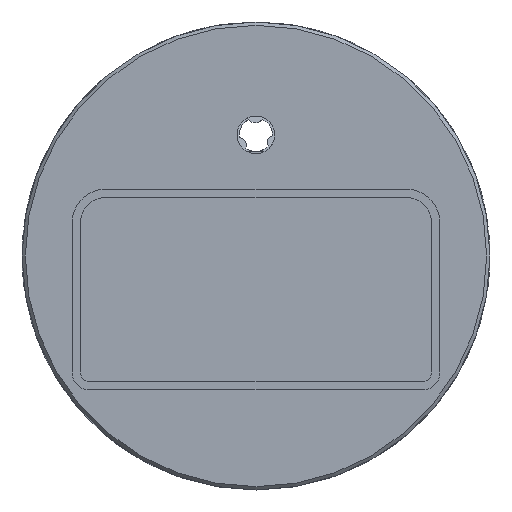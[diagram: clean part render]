
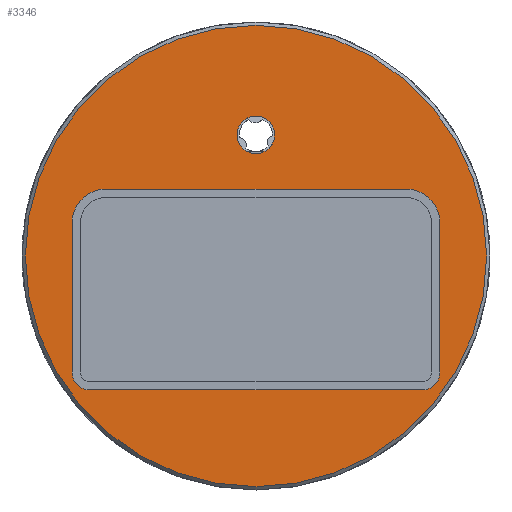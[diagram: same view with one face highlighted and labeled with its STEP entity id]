
A CAD part, front view. The second image highlights one B-rep face of the part: STEP entity #3346.
In plain terms, the highlighted planar face has unit normal (0, -1, 0).
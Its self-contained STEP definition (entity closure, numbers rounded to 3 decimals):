
#3249=CARTESIAN_POINT('',(0.,96.2,0.));
#3250=DIRECTION('',(0.,1.,0.));
#3251=DIRECTION('',(0.,0.,1.));
#3252=AXIS2_PLACEMENT_3D('',#3249,#3250,#3251);
#3253=PLANE('',#3252);
#3254=CARTESIAN_POINT('',(-0.021,96.2,-64.253));
#3255=VERTEX_POINT('',#3254);
#3256=CARTESIAN_POINT('',(-0.021,96.2,-62.003));
#3257=DIRECTION('',(0.,-1.,0.));
#3258=DIRECTION('',(0.,0.,-1.));
#3259=AXIS2_PLACEMENT_3D('',#3256,#3257,#3258);
#3260=CIRCLE('',#3259,2.25);
#3261=EDGE_CURVE('',#3255,#3255,#3260,.T.);
#3262=ORIENTED_EDGE('',*,*,#3261,.F.);
#3263=EDGE_LOOP('',(#3262));
#3264=FACE_BOUND('',#3263,.T.);
#3265=CARTESIAN_POINT('',(-0.,96.2,-48.9));
#3266=VERTEX_POINT('',#3265);
#3267=CARTESIAN_POINT('',(0.,96.2,-76.5));
#3268=DIRECTION('',(-0.,-1.,-0.));
#3269=DIRECTION('',(0.,-0.,1.));
#3270=AXIS2_PLACEMENT_3D('',#3267,#3268,#3269);
#3271=CIRCLE('',#3270,27.6);
#3272=EDGE_CURVE('',#3266,#3266,#3271,.T.);
#3273=ORIENTED_EDGE('',*,*,#3272,.T.);
#3274=EDGE_LOOP('',(#3273));
#3275=FACE_BOUND('',#3274,.T.);
#3276=CARTESIAN_POINT('',(20.,96.2,-92.5));
#3277=VERTEX_POINT('',#3276);
#3278=CARTESIAN_POINT('',(22.,96.2,-90.5));
#3279=VERTEX_POINT('',#3278);
#3280=CARTESIAN_POINT('',(20.,96.2,-90.5));
#3281=DIRECTION('',(-0.,-1.,-0.));
#3282=DIRECTION('',(0.,-0.,1.));
#3283=AXIS2_PLACEMENT_3D('',#3280,#3281,#3282);
#3284=CIRCLE('',#3283,2.);
#3285=EDGE_CURVE('',#3277,#3279,#3284,.T.);
#3286=ORIENTED_EDGE('',*,*,#3285,.F.);
#3287=CARTESIAN_POINT('',(-20.,96.2,-92.5));
#3288=VERTEX_POINT('',#3287);
#3289=CARTESIAN_POINT('',(20.,96.2,-92.5));
#3290=DIRECTION('',(-1.,-0.,0.));
#3291=VECTOR('',#3290,40.);
#3292=LINE('',#3289,#3291);
#3293=EDGE_CURVE('',#3277,#3288,#3292,.T.);
#3294=ORIENTED_EDGE('',*,*,#3293,.T.);
#3295=CARTESIAN_POINT('',(-22.,96.2,-90.5));
#3296=VERTEX_POINT('',#3295);
#3297=CARTESIAN_POINT('',(-20.,96.2,-90.5));
#3298=DIRECTION('',(-0.,-1.,-0.));
#3299=DIRECTION('',(0.,-0.,1.));
#3300=AXIS2_PLACEMENT_3D('',#3297,#3298,#3299);
#3301=CIRCLE('',#3300,2.);
#3302=EDGE_CURVE('',#3296,#3288,#3301,.T.);
#3303=ORIENTED_EDGE('',*,*,#3302,.F.);
#3304=CARTESIAN_POINT('',(-22.,96.2,-72.5));
#3305=VERTEX_POINT('',#3304);
#3306=CARTESIAN_POINT('',(-22.,96.2,-90.5));
#3307=DIRECTION('',(0.,0.,1.));
#3308=VECTOR('',#3307,18.);
#3309=LINE('',#3306,#3308);
#3310=EDGE_CURVE('',#3296,#3305,#3309,.T.);
#3311=ORIENTED_EDGE('',*,*,#3310,.T.);
#3312=CARTESIAN_POINT('',(-18.,96.2,-68.5));
#3313=VERTEX_POINT('',#3312);
#3314=CARTESIAN_POINT('',(-18.,96.2,-72.5));
#3315=DIRECTION('',(-0.,-1.,-0.));
#3316=DIRECTION('',(0.,-0.,1.));
#3317=AXIS2_PLACEMENT_3D('',#3314,#3315,#3316);
#3318=CIRCLE('',#3317,4.);
#3319=EDGE_CURVE('',#3313,#3305,#3318,.T.);
#3320=ORIENTED_EDGE('',*,*,#3319,.F.);
#3321=CARTESIAN_POINT('',(18.,96.2,-68.5));
#3322=VERTEX_POINT('',#3321);
#3323=CARTESIAN_POINT('',(-18.,96.2,-68.5));
#3324=DIRECTION('',(1.,0.,-0.));
#3325=VECTOR('',#3324,36.);
#3326=LINE('',#3323,#3325);
#3327=EDGE_CURVE('',#3313,#3322,#3326,.T.);
#3328=ORIENTED_EDGE('',*,*,#3327,.T.);
#3329=CARTESIAN_POINT('',(22.,96.2,-72.5));
#3330=VERTEX_POINT('',#3329);
#3331=CARTESIAN_POINT('',(18.,96.2,-72.5));
#3332=DIRECTION('',(-0.,-1.,-0.));
#3333=DIRECTION('',(0.,-0.,1.));
#3334=AXIS2_PLACEMENT_3D('',#3331,#3332,#3333);
#3335=CIRCLE('',#3334,4.);
#3336=EDGE_CURVE('',#3330,#3322,#3335,.T.);
#3337=ORIENTED_EDGE('',*,*,#3336,.F.);
#3338=CARTESIAN_POINT('',(22.,96.2,-72.5));
#3339=DIRECTION('',(-0.,-0.,-1.));
#3340=VECTOR('',#3339,18.);
#3341=LINE('',#3338,#3340);
#3342=EDGE_CURVE('',#3330,#3279,#3341,.T.);
#3343=ORIENTED_EDGE('',*,*,#3342,.T.);
#3344=EDGE_LOOP('',(#3286,#3294,#3303,#3311,#3320,#3328,#3337,#3343));
#3345=FACE_BOUND('',#3344,.T.);
#3346=ADVANCED_FACE('',(#3264,#3275,#3345),#3253,.F.);
